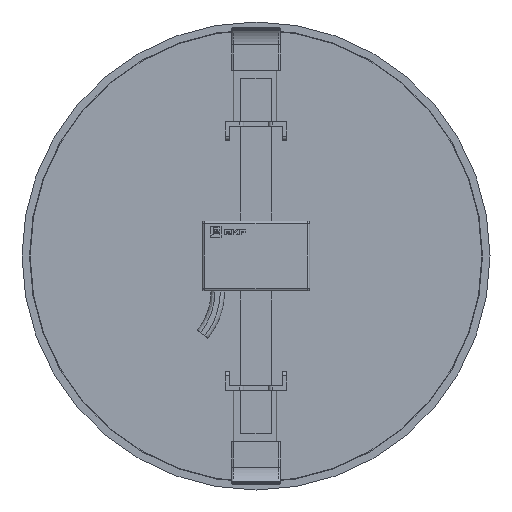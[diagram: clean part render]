
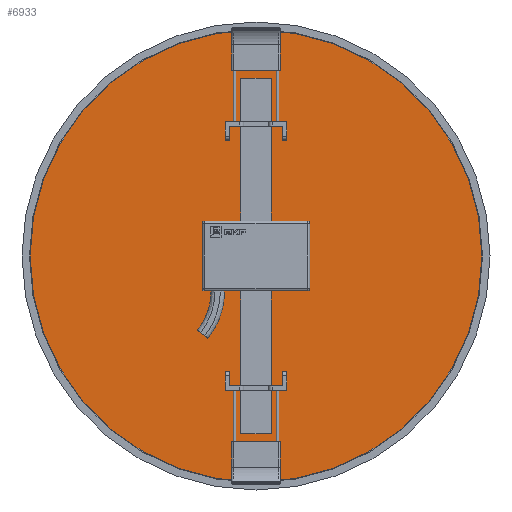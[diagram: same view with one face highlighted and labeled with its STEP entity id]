
A CAD part, front view. The second image highlights one B-rep face of the part: STEP entity #6933.
In plain terms, the highlighted planar face has unit normal (0, -1, 0).
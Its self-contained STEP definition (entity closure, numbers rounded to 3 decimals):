
#17 = AXIS2_PLACEMENT_3D ( 'NONE', #5818, #439, #3517 ) ;
#162 = VECTOR ( 'NONE', #3897, 1000. ) ;
#258 = ORIENTED_EDGE ( 'NONE', *, *, #6524, .F. ) ;
#285 = VERTEX_POINT ( 'NONE', #1353 ) ;
#289 = LINE ( 'NONE', #4570, #162 ) ;
#338 = FACE_BOUND ( 'NONE', #3052, .T. ) ;
#437 = DIRECTION ( 'NONE',  ( -1., 0., 0. ) ) ;
#439 = DIRECTION ( 'NONE',  ( 0., 1., 0. ) ) ;
#655 = VERTEX_POINT ( 'NONE', #6338 ) ;
#836 = EDGE_CURVE ( 'NONE', #3263, #5892, #2396, .T. ) ;
#884 = EDGE_CURVE ( 'NONE', #3987, #6637, #3350, .T. ) ;
#886 = CARTESIAN_POINT ( 'NONE',  ( -5.75, 0.6, 66. ) ) ;
#1292 = FACE_BOUND ( 'NONE', #5120, .T. ) ;
#1353 = CARTESIAN_POINT ( 'NONE',  ( -5.75, 0.6, -66. ) ) ;
#1464 = CARTESIAN_POINT ( 'NONE',  ( -5.75, 0.6, 66. ) ) ;
#1626 = VECTOR ( 'NONE', #437, 1000. ) ;
#1679 = CARTESIAN_POINT ( 'NONE',  ( -5.75, 0.6, -13. ) ) ;
#1934 = CARTESIAN_POINT ( 'NONE',  ( -84., 0.6, 0. ) ) ;
#2049 = ORIENTED_EDGE ( 'NONE', *, *, #2222, .F. ) ;
#2222 = EDGE_CURVE ( 'NONE', #285, #3263, #6139, .T. ) ;
#2231 = VECTOR ( 'NONE', #6685, 1000. ) ;
#2266 = CARTESIAN_POINT ( 'NONE',  ( -5.75, 0.6, -66. ) ) ;
#2286 = CARTESIAN_POINT ( 'NONE',  ( -5.75, 0.6, 66. ) ) ;
#2345 = CARTESIAN_POINT ( 'NONE',  ( -5.75, 0.6, -66. ) ) ;
#2396 = LINE ( 'NONE', #5542, #3614 ) ;
#2402 = EDGE_LOOP ( 'NONE', ( #6720 ) ) ;
#2479 = CARTESIAN_POINT ( 'NONE',  ( -5.75, 0.6, 13. ) ) ;
#2536 = DIRECTION ( 'NONE',  ( 0., -1., 0. ) ) ;
#2560 = EDGE_CURVE ( 'NONE', #5892, #655, #6517, .T. ) ;
#2610 = DIRECTION ( 'NONE',  ( 0., 0., 1. ) ) ;
#2628 = EDGE_CURVE ( 'NONE', #6637, #6436, #289, .T. ) ;
#2724 = VECTOR ( 'NONE', #6102, 1000. ) ;
#3052 = EDGE_LOOP ( 'NONE', ( #6532, #6823, #6715, #6699 ) ) ;
#3166 = VERTEX_POINT ( 'NONE', #1934 ) ;
#3263 = VERTEX_POINT ( 'NONE', #4584 ) ;
#3350 = LINE ( 'NONE', #2286, #4947 ) ;
#3418 = FACE_OUTER_BOUND ( 'NONE', #2402, .T. ) ;
#3423 = DIRECTION ( 'NONE',  ( 0., 0., 1. ) ) ;
#3517 = DIRECTION ( 'NONE',  ( -1., 0., 0. ) ) ;
#3554 = LINE ( 'NONE', #886, #1626 ) ;
#3614 = VECTOR ( 'NONE', #3423, 1000. ) ;
#3637 = CARTESIAN_POINT ( 'NONE',  ( 84., 0.6, 0. ) ) ;
#3656 = ORIENTED_EDGE ( 'NONE', *, *, #836, .F. ) ;
#3662 = EDGE_CURVE ( 'NONE', #5915, #3987, #3554, .T. ) ;
#3691 = VECTOR ( 'NONE', #2610, 1000. ) ;
#3833 = DIRECTION ( 'NONE',  ( -1., 0., 0. ) ) ;
#3897 = DIRECTION ( 'NONE',  ( 1., 0., 0. ) ) ;
#3987 = VERTEX_POINT ( 'NONE', #1464 ) ;
#4109 = ORIENTED_EDGE ( 'NONE', *, *, #2560, .F. ) ;
#4570 = CARTESIAN_POINT ( 'NONE',  ( -5.75, 0.6, 13. ) ) ;
#4584 = CARTESIAN_POINT ( 'NONE',  ( 5.75, 0.6, -66. ) ) ;
#4606 = CARTESIAN_POINT ( 'NONE',  ( 5.75, 0.6, 66. ) ) ;
#4712 = LINE ( 'NONE', #6870, #3691 ) ;
#4752 = VECTOR ( 'NONE', #3833, 1000. ) ;
#4772 = EDGE_CURVE ( 'NONE', #6436, #5915, #4712, .T. ) ;
#4875 = CARTESIAN_POINT ( 'NONE',  ( 5.75, 0.6, 13. ) ) ;
#4947 = VECTOR ( 'NONE', #6040, 1000. ) ;
#5033 = PLANE ( 'NONE',  #5508 ) ;
#5120 = EDGE_LOOP ( 'NONE', ( #258, #4109, #3656, #2049 ) ) ;
#5176 = CARTESIAN_POINT ( 'NONE',  ( 5.75, 0.6, -13. ) ) ;
#5178 = DIRECTION ( 'NONE',  ( 1., 0., 0. ) ) ;
#5508 = AXIS2_PLACEMENT_3D ( 'NONE', #3637, #2536, #5178 ) ;
#5542 = CARTESIAN_POINT ( 'NONE',  ( 5.75, 0.6, -66. ) ) ;
#5818 = CARTESIAN_POINT ( 'NONE',  ( 0., 0.6, 0. ) ) ;
#5892 = VERTEX_POINT ( 'NONE', #5176 ) ;
#5915 = VERTEX_POINT ( 'NONE', #4606 ) ;
#6040 = DIRECTION ( 'NONE',  ( 0., 0., -1. ) ) ;
#6052 = LINE ( 'NONE', #2266, #2231 ) ;
#6102 = DIRECTION ( 'NONE',  ( 1., 0., 0. ) ) ;
#6139 = LINE ( 'NONE', #2345, #2724 ) ;
#6217 = EDGE_CURVE ( 'NONE', #3166, #3166, #6867, .T. ) ;
#6338 = CARTESIAN_POINT ( 'NONE',  ( -5.75, 0.6, -13. ) ) ;
#6436 = VERTEX_POINT ( 'NONE', #4875 ) ;
#6517 = LINE ( 'NONE', #1679, #4752 ) ;
#6524 = EDGE_CURVE ( 'NONE', #655, #285, #6052, .T. ) ;
#6532 = ORIENTED_EDGE ( 'NONE', *, *, #884, .F. ) ;
#6637 = VERTEX_POINT ( 'NONE', #2479 ) ;
#6685 = DIRECTION ( 'NONE',  ( 0., 0., -1. ) ) ;
#6699 = ORIENTED_EDGE ( 'NONE', *, *, #2628, .F. ) ;
#6715 = ORIENTED_EDGE ( 'NONE', *, *, #4772, .F. ) ;
#6720 = ORIENTED_EDGE ( 'NONE', *, *, #6217, .F. ) ;
#6823 = ORIENTED_EDGE ( 'NONE', *, *, #3662, .F. ) ;
#6867 = CIRCLE ( 'NONE', #17, 84. ) ;
#6870 = CARTESIAN_POINT ( 'NONE',  ( 5.75, 0.6, 66. ) ) ;
#6933 = ADVANCED_FACE ( 'NONE', ( #338, #1292, #3418 ), #5033, .T. ) ;
